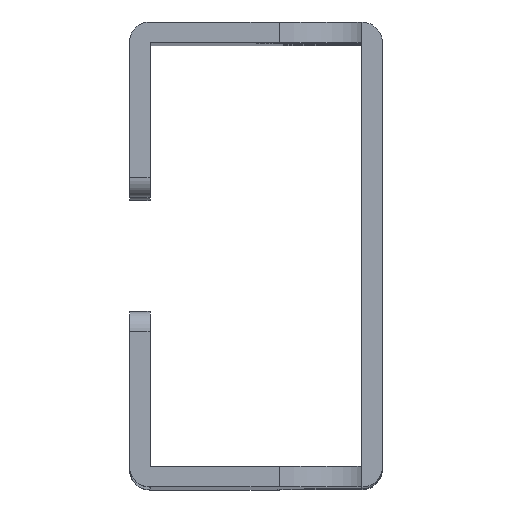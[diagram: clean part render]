
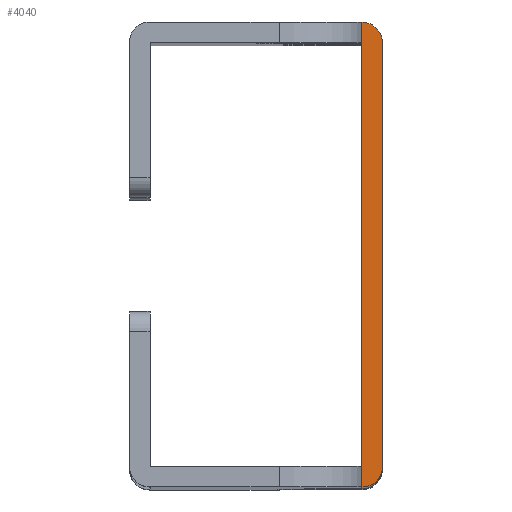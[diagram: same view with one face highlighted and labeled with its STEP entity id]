
A CAD part, top view. The second image highlights one B-rep face of the part: STEP entity #4040.
In plain terms, the highlighted planar face has unit normal (0, 0, 1).
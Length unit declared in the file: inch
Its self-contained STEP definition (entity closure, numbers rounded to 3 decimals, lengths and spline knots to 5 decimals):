
#139=DIRECTION('',(0.,-1.,0.));
#140=VECTOR('',#139,0.062);
#141=CARTESIAN_POINT('',(-0.062,0.702,2.32));
#142=LINE('',#141,#140);
#143=CARTESIAN_POINT('',(-0.062,0.64,2.32));
#144=DIRECTION('',(0.,0.,-1.));
#145=DIRECTION('',(0.,1.,0.));
#146=AXIS2_PLACEMENT_3D('',#143,#144,#145);
#148=CARTESIAN_POINT('',(-0.062,-0.64,2.32));
#149=DIRECTION('',(0.,0.,-1.));
#150=DIRECTION('',(1.,0.,0.));
#151=AXIS2_PLACEMENT_3D('',#148,#149,#150);
#153=DIRECTION('',(0.,-1.,0.));
#154=VECTOR('',#153,0.062);
#155=CARTESIAN_POINT('',(-0.062,-0.64,2.32));
#156=LINE('',#155,#154);
#173=DIRECTION('',(0.,-1.,0.));
#174=VECTOR('',#173,1.28);
#175=CARTESIAN_POINT('',(-0.062,0.64,2.32));
#176=LINE('',#175,#174);
#468=DIRECTION('',(0.,1.,0.));
#469=VECTOR('',#468,1.28);
#470=CARTESIAN_POINT('',(0.,-0.64,2.32));
#471=LINE('',#470,#469);
#3251=CARTESIAN_POINT('',(-0.062,0.64,2.32));
#3252=CARTESIAN_POINT('',(-0.062,-0.64,2.32));
#3253=VERTEX_POINT('',#3251);
#3254=VERTEX_POINT('',#3252);
#3255=CARTESIAN_POINT('',(0.,-0.64,2.32));
#3256=CARTESIAN_POINT('',(0.,0.64,2.32));
#3257=VERTEX_POINT('',#3255);
#3258=VERTEX_POINT('',#3256);
#3259=CARTESIAN_POINT('',(-0.062,-0.702,2.32));
#3260=VERTEX_POINT('',#3259);
#3261=CARTESIAN_POINT('',(-0.062,0.702,2.32));
#3262=VERTEX_POINT('',#3261);
#4022=CARTESIAN_POINT('',(0.,0.,2.32));
#4023=DIRECTION('',(0.,0.,1.));
#4024=DIRECTION('',(0.,-1.,0.));
#4025=AXIS2_PLACEMENT_3D('',#4022,#4023,#4024);
#4026=PLANE('',#4025);
#4028=ORIENTED_EDGE('',*,*,#4027,.F.);
#4029=ORIENTED_EDGE('',*,*,#4015,.F.);
#4031=ORIENTED_EDGE('',*,*,#4030,.T.);
#4033=ORIENTED_EDGE('',*,*,#4032,.F.);
#4035=ORIENTED_EDGE('',*,*,#4034,.T.);
#4037=ORIENTED_EDGE('',*,*,#4036,.F.);
#4038=EDGE_LOOP('',(#4028,#4029,#4031,#4033,#4035,#4037));
#4039=FACE_OUTER_BOUND('',#4038,.F.);
#4040=ADVANCED_FACE('',(#4039),#4026,.T.);
#147=CIRCLE('',#146,0.062);
#152=CIRCLE('',#151,0.062);
#4015=EDGE_CURVE('',#3262,#3253,#142,.T.);
#4027=EDGE_CURVE('',#3253,#3254,#176,.T.);
#4030=EDGE_CURVE('',#3262,#3258,#147,.T.);
#4032=EDGE_CURVE('',#3257,#3258,#471,.T.);
#4034=EDGE_CURVE('',#3257,#3260,#152,.T.);
#4036=EDGE_CURVE('',#3254,#3260,#156,.T.);
